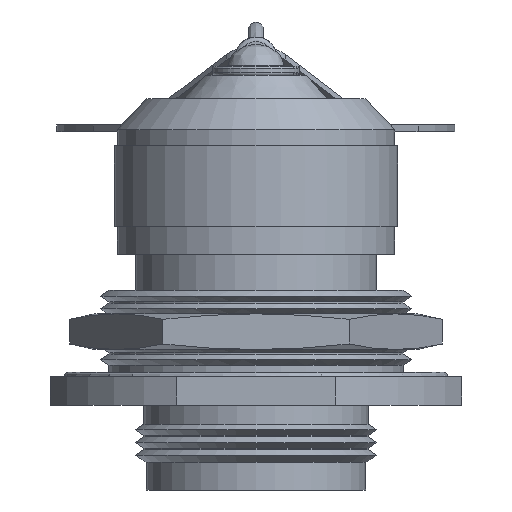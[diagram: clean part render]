
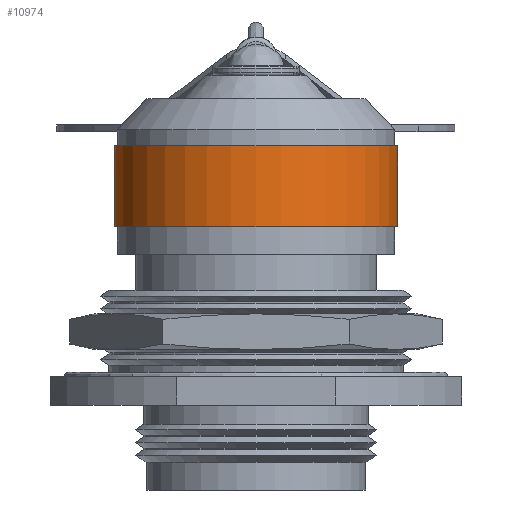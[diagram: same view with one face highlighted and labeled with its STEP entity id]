
A CAD part, front view. The second image highlights one B-rep face of the part: STEP entity #10974.
In plain terms, the highlighted cylindrical face has radius 15.875 mm (diameter 31.75 mm), a full revolution.
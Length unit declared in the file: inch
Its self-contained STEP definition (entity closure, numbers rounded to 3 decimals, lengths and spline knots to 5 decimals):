
#665 = AXIS2_PLACEMENT_3D ( 'NONE', #3242, #10292, #4253 ) ;
#1002 = CARTESIAN_POINT ( 'NONE',  ( 0., 0.47805, 0.625 ) ) ;
#1429 = CYLINDRICAL_SURFACE ( 'NONE', #12304, 0.625 ) ;
#2067 = CIRCLE ( 'NONE', #4197, 0.625 ) ;
#2098 = ORIENTED_EDGE ( 'NONE', *, *, #7530, .T. ) ;
#2103 = CARTESIAN_POINT ( 'NONE',  ( 0., 0.12205, 0. ) ) ;
#3094 = DIRECTION ( 'NONE',  ( 0., 0., 1. ) ) ;
#3242 = CARTESIAN_POINT ( 'NONE',  ( 0., 0.47805, 0. ) ) ;
#3882 = EDGE_LOOP ( 'NONE', ( #11589 ) ) ;
#4197 = AXIS2_PLACEMENT_3D ( 'NONE', #2103, #9152, #3094 ) ;
#4253 = DIRECTION ( 'NONE',  ( 0., 0., 1. ) ) ;
#4968 = EDGE_LOOP ( 'NONE', ( #2098 ) ) ;
#5063 = DIRECTION ( 'NONE',  ( 0., 0., 1. ) ) ;
#6091 = CARTESIAN_POINT ( 'NONE',  ( 0., 0.789, 0. ) ) ;
#7113 = FACE_OUTER_BOUND ( 'NONE', #3882, .T. ) ;
#7530 = EDGE_CURVE ( 'NONE', #10800, #10800, #2067, .T. ) ;
#7945 = CARTESIAN_POINT ( 'NONE',  ( 0., 0.12205, 0.625 ) ) ;
#9152 = DIRECTION ( 'NONE',  ( 0., 1., 0. ) ) ;
#9212 = VERTEX_POINT ( 'NONE', #1002 ) ;
#10089 = DIRECTION ( 'NONE',  ( 0., 1., 0. ) ) ;
#10292 = DIRECTION ( 'NONE',  ( 0., 1., 0. ) ) ;
#10800 = VERTEX_POINT ( 'NONE', #7945 ) ;
#10974 = ADVANCED_FACE ( 'NONE', ( #7113, #12139 ), #1429, .T. ) ;
#11589 = ORIENTED_EDGE ( 'NONE', *, *, #12068, .F. ) ;
#12068 = EDGE_CURVE ( 'NONE', #9212, #9212, #12428, .T. ) ;
#12139 = FACE_OUTER_BOUND ( 'NONE', #4968, .T. ) ;
#12304 = AXIS2_PLACEMENT_3D ( 'NONE', #6091, #10089, #5063 ) ;
#12428 = CIRCLE ( 'NONE', #665, 0.625 ) ;
